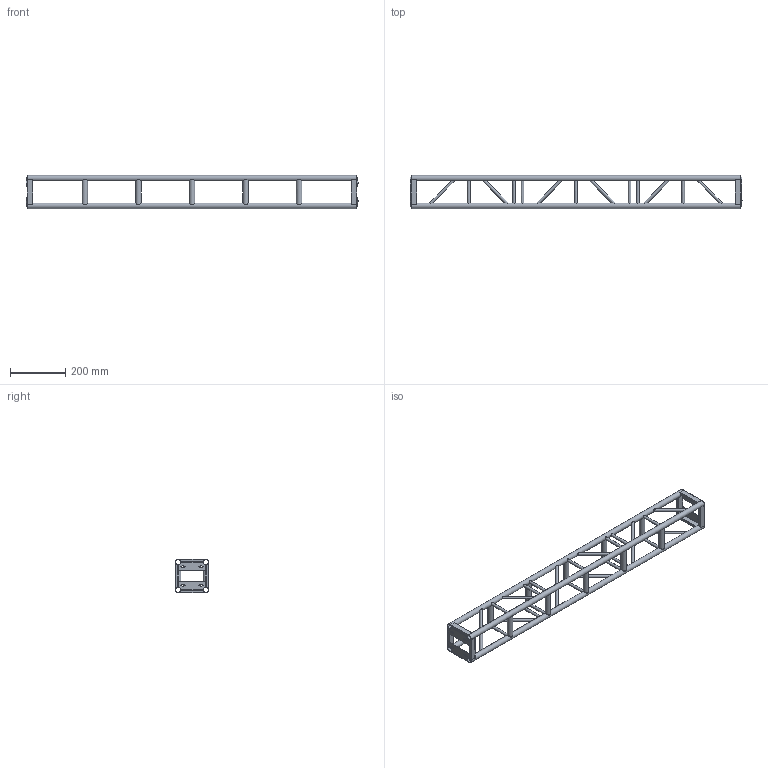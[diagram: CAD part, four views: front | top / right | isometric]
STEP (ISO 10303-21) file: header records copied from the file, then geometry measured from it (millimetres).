
FILE_DESCRIPTION(/* description */ (''),/* implementation_level */ '2;1');
FILE_NAME(/* name */ '12x12 SQ 10 FT-JEFF.stp',/* time_stamp */ '2022-01-31T18:19:37-05:00',/* author */ ('Jeff Forsburg'),/* organization */ (''),/* preprocessor_version */ 'ST-DEVELOPER v18.1',/* originating_system */ 'Autodesk Inventor 2021',/* authorisation */ '');
FILE_SCHEMA (('AUTOMOTIVE_DESIGN { 1 0 10303 214 3 1 1 }'));
Length unit declared in the file: centimetre
Products named in the file (1): 12 SQ 10 FT
Bounding box: 1200 x 120 x 120 mm (x, y, z)
Volume: 592915.6 mm3; surface area: 910518.4 mm2
Topology: 52 solids, 52 shells, 428 faces, 1112 edges, 752 vertices
Faces by surface type: cylinder 220, plane 208
Full cylindrical faces by diameter (mm): 1.875 x16, 7.5 x26, 10 x26, 17.5 x14, 20 x14
Entity records: 17989 total; most frequent: CARTESIAN_POINT 6975, ORIENTED_EDGE 2224, DIRECTION 1946, EDGE_CURVE 1112, VERTEX_POINT 752, AXIS2_PLACEMENT_3D 673, LINE 600, VECTOR 600
